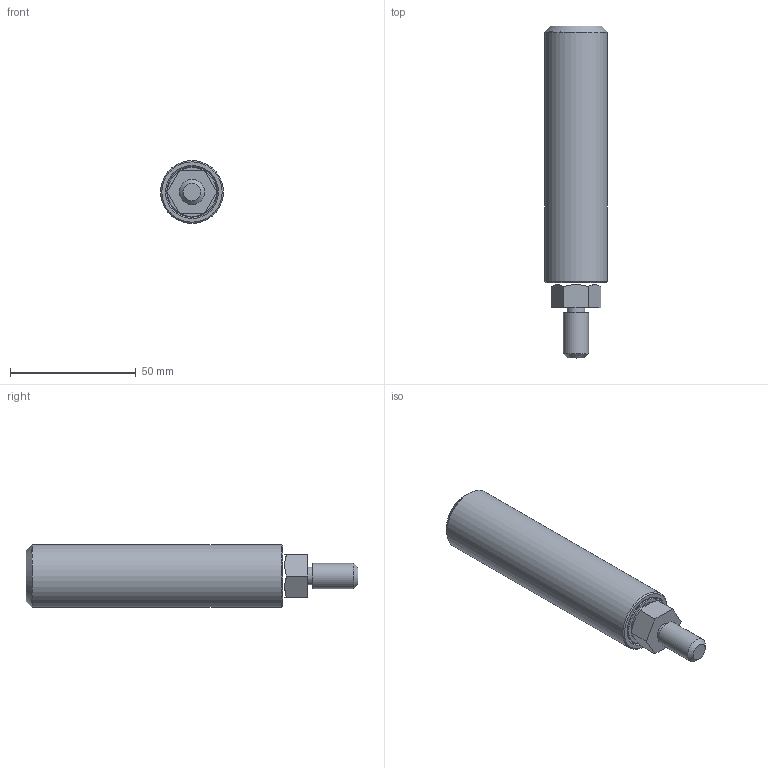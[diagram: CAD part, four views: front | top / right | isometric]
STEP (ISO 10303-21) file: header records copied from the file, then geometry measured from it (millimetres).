
FILE_DESCRIPTION (( 'STEP AP214' ), '1' );
FILE_NAME ('200414 STEP 7093.STEP', '2020-04-14T04:42:51', ( '' ), ( '' ), 'SwSTEP 2.0', 'SolidWorks 2020', '' );
FILE_SCHEMA (( 'AUTOMOTIVE_DESIGN' ));
Length unit declared in the file: millimetre
Products named in the file (1): 200414 STEP 7093
Bounding box: 25 x 132 x 25 mm (x, y, z)
Surface area: 10696.6 mm2 (no closed solid volume)
Topology: 0 solids, 6 shells, 28 faces, 63 edges, 41 vertices
Faces by surface type: plane 12, cylinder 7, cone 5, torus 4
Full cylindrical faces by diameter (mm): 7 x1, 10 x1, 25 x1
Entity records: 1104 total; most frequent: CARTESIAN_POINT 183, DIRECTION 136, ORIENTED_EDGE 88, AXIS2_PLACEMENT_3D 60, EDGE_CURVE 53, EDGE_LOOP 40, VERTEX_POINT 39, CIRCLE 31
